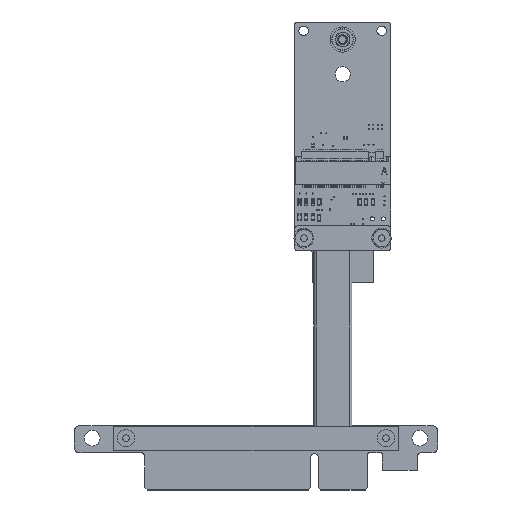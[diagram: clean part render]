
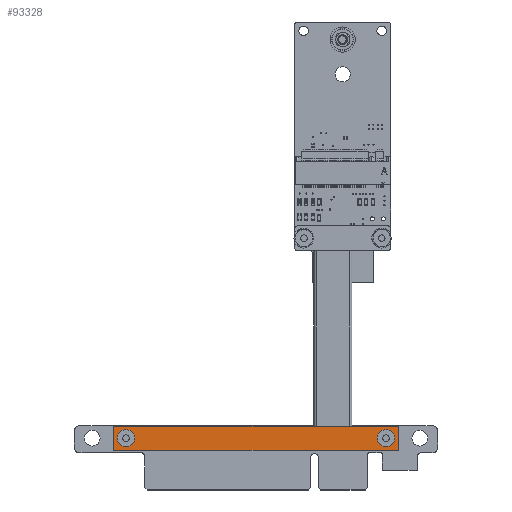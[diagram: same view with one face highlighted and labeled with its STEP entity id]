
A CAD part, top view. The second image highlights one B-rep face of the part: STEP entity #93328.
In plain terms, the highlighted face is planar.
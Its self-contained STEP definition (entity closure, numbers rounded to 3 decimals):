
#93187 = VERTEX_POINT('',#93188);
#93188 = CARTESIAN_POINT('',(0.,3.,-5.6));
#93194 = EDGE_CURVE('',#93195,#93187,#93197,.T.);
#93195 = VERTEX_POINT('',#93196);
#93196 = CARTESIAN_POINT('',(0.,3.,0.));
#93197 = LINE('',#93198,#93199);
#93198 = CARTESIAN_POINT('',(0.,3.,0.));
#93199 = VECTOR('',#93200,1.);
#93200 = DIRECTION('',(0.,0.,-1.));
#93225 = VERTEX_POINT('',#93226);
#93226 = CARTESIAN_POINT('',(-65.5,3.,-5.6));
#93232 = EDGE_CURVE('',#93187,#93225,#93233,.T.);
#93233 = LINE('',#93234,#93235);
#93234 = CARTESIAN_POINT('',(0.,3.,-5.6));
#93235 = VECTOR('',#93236,1.);
#93236 = DIRECTION('',(-1.,0.,0.));
#93256 = VERTEX_POINT('',#93257);
#93257 = CARTESIAN_POINT('',(-65.5,3.,0.));
#93263 = EDGE_CURVE('',#93225,#93256,#93264,.T.);
#93264 = LINE('',#93265,#93266);
#93265 = CARTESIAN_POINT('',(-65.5,3.,0.));
#93266 = VECTOR('',#93267,1.);
#93267 = DIRECTION('',(0.,0.,1.));
#93317 = EDGE_CURVE('',#93256,#93195,#93318,.T.);
#93318 = LINE('',#93319,#93320);
#93319 = CARTESIAN_POINT('',(0.,3.,0.));
#93320 = VECTOR('',#93321,1.);
#93321 = DIRECTION('',(1.,0.,0.));
#93328 = ADVANCED_FACE('',(#93329,#93340,#93351),#93357,.T.);
#93329 = FACE_BOUND('',#93330,.T.);
#93330 = EDGE_LOOP('',(#93331));
#93331 = ORIENTED_EDGE('',*,*,#93332,.F.);
#93332 = EDGE_CURVE('',#93333,#93333,#93335,.T.);
#93333 = VERTEX_POINT('',#93334);
#93334 = CARTESIAN_POINT('',(-2.8,3.,-0.8));
#93335 = CIRCLE('',#93336,2.);
#93336 = AXIS2_PLACEMENT_3D('',#93337,#93338,#93339);
#93337 = CARTESIAN_POINT('',(-2.8,3.,-2.8));
#93338 = DIRECTION('',(0.,1.,0.));
#93339 = DIRECTION('',(0.,0.,1.));
#93340 = FACE_BOUND('',#93341,.T.);
#93341 = EDGE_LOOP('',(#93342));
#93342 = ORIENTED_EDGE('',*,*,#93343,.F.);
#93343 = EDGE_CURVE('',#93344,#93344,#93346,.T.);
#93344 = VERTEX_POINT('',#93345);
#93345 = CARTESIAN_POINT('',(-62.7,3.,-0.8));
#93346 = CIRCLE('',#93347,2.);
#93347 = AXIS2_PLACEMENT_3D('',#93348,#93349,#93350);
#93348 = CARTESIAN_POINT('',(-62.7,3.,-2.8));
#93349 = DIRECTION('',(0.,1.,0.));
#93350 = DIRECTION('',(0.,0.,1.));
#93351 = FACE_BOUND('',#93352,.T.);
#93352 = EDGE_LOOP('',(#93353,#93354,#93355,#93356));
#93353 = ORIENTED_EDGE('',*,*,#93194,.T.);
#93354 = ORIENTED_EDGE('',*,*,#93232,.T.);
#93355 = ORIENTED_EDGE('',*,*,#93263,.T.);
#93356 = ORIENTED_EDGE('',*,*,#93317,.T.);
#93357 = PLANE('',#93358);
#93358 = AXIS2_PLACEMENT_3D('',#93359,#93360,#93361);
#93359 = CARTESIAN_POINT('',(0.,3.,0.));
#93360 = DIRECTION('',(0.,1.,0.));
#93361 = DIRECTION('',(0.,0.,1.));
